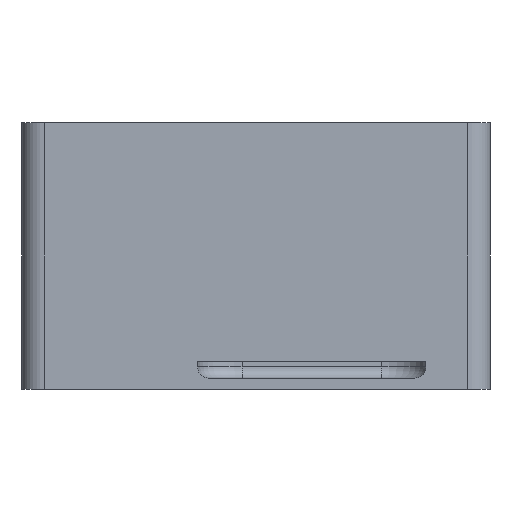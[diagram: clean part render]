
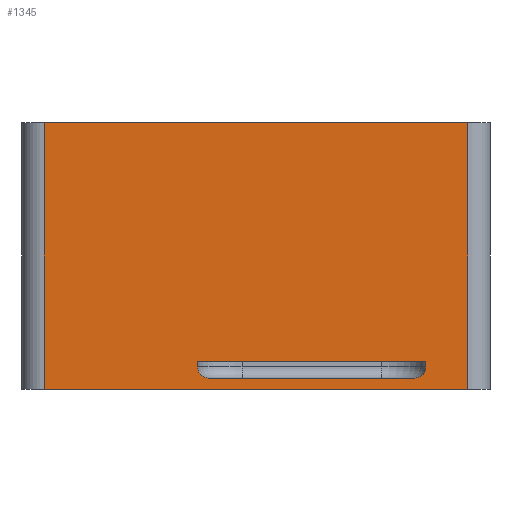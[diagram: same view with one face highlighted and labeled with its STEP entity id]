
A CAD part, left-side view. The second image highlights one B-rep face of the part: STEP entity #1345.
In plain terms, the highlighted planar face has unit normal (-1, 0, 0).
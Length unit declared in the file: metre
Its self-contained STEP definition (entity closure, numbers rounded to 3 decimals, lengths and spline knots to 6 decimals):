
#54=CIRCLE('',#1448,0.001);
#55=CIRCLE('',#1449,0.001);
#151=ORIENTED_EDGE('',*,*,#548,.F.);
#152=ORIENTED_EDGE('',*,*,#549,.T.);
#153=ORIENTED_EDGE('',*,*,#550,.T.);
#154=ORIENTED_EDGE('',*,*,#551,.T.);
#155=ORIENTED_EDGE('',*,*,#552,.T.);
#156=ORIENTED_EDGE('',*,*,#553,.T.);
#157=ORIENTED_EDGE('',*,*,#554,.T.);
#158=ORIENTED_EDGE('',*,*,#519,.F.);
#159=ORIENTED_EDGE('',*,*,#555,.T.);
#160=ORIENTED_EDGE('',*,*,#556,.F.);
#519=EDGE_CURVE('',#717,#718,#844,.T.);
#548=EDGE_CURVE('',#746,#747,#862,.T.);
#549=EDGE_CURVE('',#746,#748,#863,.T.);
#550=EDGE_CURVE('',#748,#749,#864,.T.);
#551=EDGE_CURVE('',#749,#747,#865,.F.);
#552=EDGE_CURVE('',#750,#751,#866,.T.);
#553=EDGE_CURVE('',#751,#752,#867,.T.);
#554=EDGE_CURVE('',#752,#718,#54,.T.);
#555=EDGE_CURVE('',#717,#753,#55,.T.);
#556=EDGE_CURVE('',#750,#753,#868,.T.);
#717=VERTEX_POINT('',#2014);
#718=VERTEX_POINT('',#2016);
#746=VERTEX_POINT('',#2076);
#747=VERTEX_POINT('',#2077);
#748=VERTEX_POINT('',#2079);
#749=VERTEX_POINT('',#2081);
#750=VERTEX_POINT('',#2084);
#751=VERTEX_POINT('',#2085);
#752=VERTEX_POINT('',#2087);
#753=VERTEX_POINT('',#2090);
#844=LINE('',#2015,#992);
#862=LINE('',#2075,#1010);
#863=LINE('',#2078,#1011);
#864=LINE('',#2080,#1012);
#865=LINE('',#2082,#1013);
#866=LINE('',#2083,#1014);
#867=LINE('',#2086,#1015);
#868=LINE('',#2091,#1016);
#992=VECTOR('',#1595,1.);
#1010=VECTOR('',#1641,1.);
#1011=VECTOR('',#1642,1.);
#1012=VECTOR('',#1643,1.);
#1013=VECTOR('',#1644,1.);
#1014=VECTOR('',#1645,1.);
#1015=VECTOR('',#1646,1.);
#1016=VECTOR('',#1651,1.);
#1119=EDGE_LOOP('',(#151,#152,#153,#154));
#1120=EDGE_LOOP('',(#155,#156,#157,#158,#159,#160));
#1209=FACE_BOUND('',#1119,.T.);
#1210=FACE_BOUND('',#1120,.T.);
#1297=PLANE('',#1447);
#1345=ADVANCED_FACE('',(#1209,#1210),#1297,.F.);
#1447=AXIS2_PLACEMENT_3D('',#2074,#1639,#1640);
#1448=AXIS2_PLACEMENT_3D('',#2088,#1647,#1648);
#1449=AXIS2_PLACEMENT_3D('',#2089,#1649,#1650);
#1595=DIRECTION('',(0.,-1.,0.));
#1639=DIRECTION('',(1.,0.,0.));
#1640=DIRECTION('',(0.,1.,0.));
#1641=DIRECTION('',(0.,-1.,0.));
#1642=DIRECTION('',(0.,0.,-1.));
#1643=DIRECTION('',(0.,-1.,0.));
#1644=DIRECTION('',(0.,0.,-1.));
#1645=DIRECTION('',(0.,-1.,0.));
#1646=DIRECTION('',(0.,0.,-1.));
#1647=DIRECTION('',(1.,0.,0.));
#1648=DIRECTION('',(0.,1.,0.));
#1649=DIRECTION('',(1.,0.,0.));
#1650=DIRECTION('',(0.,1.,0.));
#1651=DIRECTION('',(0.,0.,-1.));
#2014=CARTESIAN_POINT('',(-0.0357,0.00425,0.001));
#2015=CARTESIAN_POINT('',(-0.0357,-0.005,0.001));
#2016=CARTESIAN_POINT('',(-0.0357,-0.01425,0.001));
#2074=CARTESIAN_POINT('',(-0.0357,0.,0.005));
#2075=CARTESIAN_POINT('',(-0.0357,0.,0.0239));
#2076=CARTESIAN_POINT('',(-0.0357,0.019,0.0239));
#2077=CARTESIAN_POINT('',(-0.0357,-0.019,0.0239));
#2078=CARTESIAN_POINT('',(-0.0357,0.019,0.005));
#2079=CARTESIAN_POINT('',(-0.0357,0.019,0.));
#2080=CARTESIAN_POINT('',(-0.0357,0.,0.));
#2081=CARTESIAN_POINT('',(-0.0357,-0.019,0.));
#2082=CARTESIAN_POINT('',(-0.0357,-0.019,0.0239));
#2083=CARTESIAN_POINT('',(-0.0357,-0.005,0.0025));
#2084=CARTESIAN_POINT('',(-0.0357,0.00525,0.0025));
#2085=CARTESIAN_POINT('',(-0.0357,-0.01525,0.0025));
#2086=CARTESIAN_POINT('',(-0.0357,-0.01525,0.00175));
#2087=CARTESIAN_POINT('',(-0.0357,-0.01525,0.002));
#2088=CARTESIAN_POINT('',(-0.0357,-0.01425,0.002));
#2089=CARTESIAN_POINT('',(-0.0357,0.00425,0.002));
#2090=CARTESIAN_POINT('',(-0.0357,0.00525,0.002));
#2091=CARTESIAN_POINT('',(-0.0357,0.00525,0.00175));
